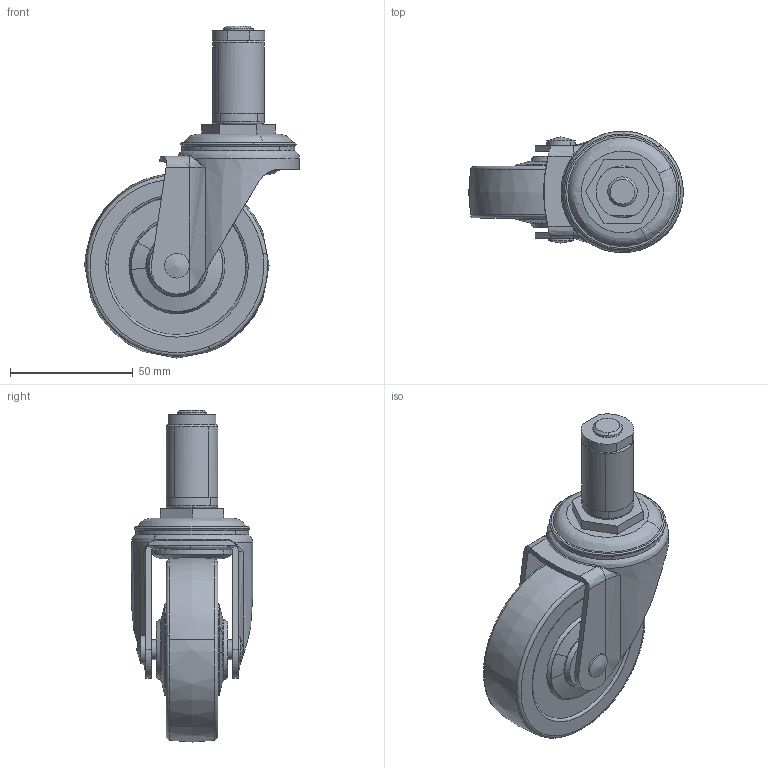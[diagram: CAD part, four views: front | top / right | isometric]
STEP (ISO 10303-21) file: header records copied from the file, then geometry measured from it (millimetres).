
FILE_DESCRIPTION((''),'2;1');
FILE_NAME('','2006-01-18T13:06:57',(''),(''),'','CADfix','');
FILE_SCHEMA(('AUTOMOTIVE_DESIGN'));
Length unit declared in the file: millimetre
Products named in the file (5): wheel; main shaft; body; axle; No_206_d21_6069_36
Assembly tree (4 placements, depth 2):
  No_206_d21_6069_36
    wheel
    main shaft
    body
    axle
Bounding box: 87.24 x 49.48 x 135 mm (x, y, z)
Volume: 141679.2 mm3; surface area: 34472.9 mm2
Topology: 4 solids, 4 shells, 172 faces, 615 edges, 468 vertices
Faces by surface type: bspline 172
Entity records: 14563 total; most frequent: CARTESIAN_POINT 10891, ORIENTED_EDGE 1234, EDGE_CURVE 617, VERTEX_POINT 470, B_SPLINE_CURVE_WITH_KNOTS 461, EDGE_LOOP 197, FACE_OUTER_BOUND 172, ADVANCED_FACE 172
